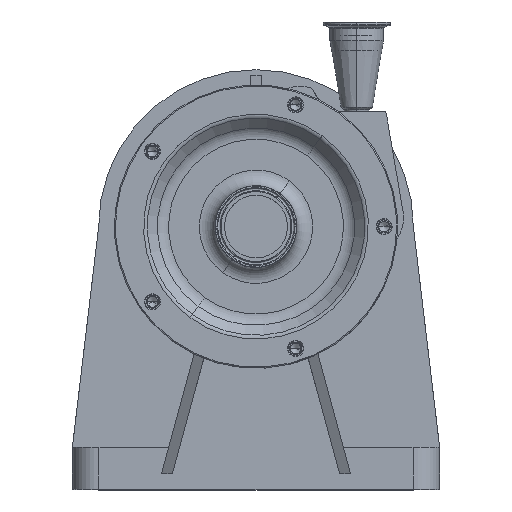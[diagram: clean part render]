
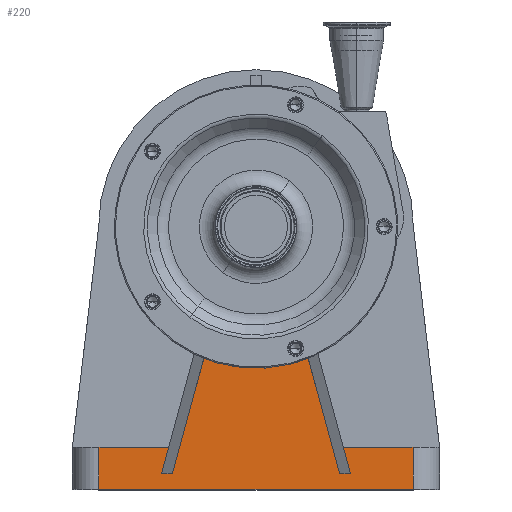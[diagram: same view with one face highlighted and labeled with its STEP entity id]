
A CAD part, top view. The second image highlights one B-rep face of the part: STEP entity #220.
In plain terms, the highlighted planar face has unit normal (0, 0, 1).
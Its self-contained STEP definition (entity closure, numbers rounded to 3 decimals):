
#220 = ADVANCED_FACE ( 'NONE', ( #1115 ), #8422, .F. ) ;
#301 = EDGE_CURVE ( 'NONE', #7063, #9974, #4481, .T. ) ;
#432 = ORIENTED_EDGE ( 'NONE', *, *, #7974, .F. ) ;
#541 = ORIENTED_EDGE ( 'NONE', *, *, #3389, .T. ) ;
#607 = VECTOR ( 'NONE', #1832, 1000. ) ;
#635 = ORIENTED_EDGE ( 'NONE', *, *, #4346, .T. ) ;
#808 = ORIENTED_EDGE ( 'NONE', *, *, #3595, .T. ) ;
#914 = VECTOR ( 'NONE', #5961, 1000. ) ;
#1060 = DIRECTION ( 'NONE',  ( 0., 0., -1. ) ) ;
#1081 = VECTOR ( 'NONE', #2359, 1000. ) ;
#1115 = FACE_OUTER_BOUND ( 'NONE', #6995, .T. ) ;
#1446 = VERTEX_POINT ( 'NONE', #6438 ) ;
#1591 = CARTESIAN_POINT ( 'NONE',  ( 0., 250., -80. ) ) ;
#1688 = ORIENTED_EDGE ( 'NONE', *, *, #2398, .T. ) ;
#1717 = LINE ( 'NONE', #3424, #914 ) ;
#1776 = VECTOR ( 'NONE', #5222, 1000. ) ;
#1832 = DIRECTION ( 'NONE',  ( 0.262, -0.965, 0. ) ) ;
#1879 = LINE ( 'NONE', #9291, #607 ) ;
#1897 = CARTESIAN_POINT ( 'NONE',  ( 149.6, 40., -80. ) ) ;
#1937 = VERTEX_POINT ( 'NONE', #7013 ) ;
#1939 = CARTESIAN_POINT ( 'NONE',  ( 80.35, 12.377, -80. ) ) ;
#1967 = ORIENTED_EDGE ( 'NONE', *, *, #3200, .T. ) ;
#2016 = ORIENTED_EDGE ( 'NONE', *, *, #301, .F. ) ;
#2265 = VERTEX_POINT ( 'NONE', #7415 ) ;
#2350 = VERTEX_POINT ( 'NONE', #7620 ) ;
#2359 = DIRECTION ( 'NONE',  ( 1., 0., 0. ) ) ;
#2398 = EDGE_CURVE ( 'NONE', #2350, #9974, #5256, .T. ) ;
#2455 = DIRECTION ( 'NONE',  ( -1., 0., 0. ) ) ;
#2698 = CARTESIAN_POINT ( 'NONE',  ( -149.6, 40., -80. ) ) ;
#2748 = VECTOR ( 'NONE', #4594, 1000. ) ;
#2761 = VERTEX_POINT ( 'NONE', #1897 ) ;
#3064 = LINE ( 'NONE', #9676, #1081 ) ;
#3078 = LINE ( 'NONE', #10425, #7873 ) ;
#3200 = EDGE_CURVE ( 'NONE', #10306, #4420, #3726, .T. ) ;
#3389 = EDGE_CURVE ( 'NONE', #8087, #9193, #8300, .T. ) ;
#3424 = CARTESIAN_POINT ( 'NONE',  ( 0., 15., -80. ) ) ;
#3507 = CIRCLE ( 'NONE', #9468, 100. ) ;
#3558 = EDGE_CURVE ( 'NONE', #2761, #9193, #9342, .T. ) ;
#3587 = AXIS2_PLACEMENT_3D ( 'NONE', #5404, #1060, #6097 ) ;
#3595 = EDGE_CURVE ( 'NONE', #7483, #1937, #1879, .T. ) ;
#3726 = LINE ( 'NONE', #1939, #1776 ) ;
#3797 = CARTESIAN_POINT ( 'NONE',  ( 149.6, 0., -80. ) ) ;
#4346 = EDGE_CURVE ( 'NONE', #4420, #2265, #3507, .T. ) ;
#4420 = VERTEX_POINT ( 'NONE', #6189 ) ;
#4455 = DIRECTION ( 'NONE',  ( 0.262, 0.965, 0. ) ) ;
#4481 = LINE ( 'NONE', #7744, #2748 ) ;
#4594 = DIRECTION ( 'NONE',  ( 1., 0., 0. ) ) ;
#4758 = CARTESIAN_POINT ( 'NONE',  ( 83.204, 40., -80. ) ) ;
#4998 = CARTESIAN_POINT ( 'NONE',  ( 149.6, 0., -80. ) ) ;
#5222 = DIRECTION ( 'NONE',  ( -0.262, 0.965, 0. ) ) ;
#5256 = LINE ( 'NONE', #9287, #8113 ) ;
#5286 = ORIENTED_EDGE ( 'NONE', *, *, #10329, .T. ) ;
#5404 = CARTESIAN_POINT ( 'NONE',  ( 149.6, 40., -80. ) ) ;
#5831 = LINE ( 'NONE', #6787, #9227 ) ;
#5885 = CARTESIAN_POINT ( 'NONE',  ( 79.637, 15., -80. ) ) ;
#5961 = DIRECTION ( 'NONE',  ( 1., 0., 0. ) ) ;
#6097 = DIRECTION ( 'NONE',  ( -1., 0., 0. ) ) ;
#6189 = CARTESIAN_POINT ( 'NONE',  ( 40.6, 158.613, -80. ) ) ;
#6438 = CARTESIAN_POINT ( 'NONE',  ( -79.637, 15., -80. ) ) ;
#6758 = VECTOR ( 'NONE', #7623, 1000. ) ;
#6787 = CARTESIAN_POINT ( 'NONE',  ( -40.6, 158.613, -80. ) ) ;
#6924 = CARTESIAN_POINT ( 'NONE',  ( 149.6, 40., -80. ) ) ;
#6995 = EDGE_LOOP ( 'NONE', ( #5286, #432, #1688, #2016, #9838, #541, #10059, #9810, #808, #8884, #1967, #635 ) ) ;
#7013 = CARTESIAN_POINT ( 'NONE',  ( 90., 15., -80. ) ) ;
#7063 = VERTEX_POINT ( 'NONE', #7539 ) ;
#7265 = EDGE_CURVE ( 'NONE', #7483, #2761, #3078, .T. ) ;
#7408 = CARTESIAN_POINT ( 'NONE',  ( -149.6, 0., -80. ) ) ;
#7415 = CARTESIAN_POINT ( 'NONE',  ( -40.6, 158.613, -80. ) ) ;
#7483 = VERTEX_POINT ( 'NONE', #4758 ) ;
#7525 = DIRECTION ( 'NONE',  ( 0., -1., 0. ) ) ;
#7539 = CARTESIAN_POINT ( 'NONE',  ( -149.6, 40., -80. ) ) ;
#7620 = CARTESIAN_POINT ( 'NONE',  ( -90., 15., -80. ) ) ;
#7623 = DIRECTION ( 'NONE',  ( 0., -1., 0. ) ) ;
#7677 = EDGE_CURVE ( 'NONE', #7063, #8087, #8351, .T. ) ;
#7744 = CARTESIAN_POINT ( 'NONE',  ( 149.6, 40., -80. ) ) ;
#7873 = VECTOR ( 'NONE', #7900, 1000. ) ;
#7900 = DIRECTION ( 'NONE',  ( 1., 0., 0. ) ) ;
#7974 = EDGE_CURVE ( 'NONE', #2350, #1446, #3064, .T. ) ;
#8047 = EDGE_CURVE ( 'NONE', #10306, #1937, #1717, .T. ) ;
#8087 = VERTEX_POINT ( 'NONE', #7408 ) ;
#8096 = VECTOR ( 'NONE', #9730, 1000. ) ;
#8113 = VECTOR ( 'NONE', #4455, 1000. ) ;
#8300 = LINE ( 'NONE', #4998, #8096 ) ;
#8351 = LINE ( 'NONE', #2698, #9411 ) ;
#8422 = PLANE ( 'NONE',  #3587 ) ;
#8884 = ORIENTED_EDGE ( 'NONE', *, *, #8047, .F. ) ;
#8909 = CARTESIAN_POINT ( 'NONE',  ( -83.204, 40., -80. ) ) ;
#9054 = DIRECTION ( 'NONE',  ( -0.262, -0.965, 0. ) ) ;
#9193 = VERTEX_POINT ( 'NONE', #3797 ) ;
#9227 = VECTOR ( 'NONE', #9054, 1000. ) ;
#9287 = CARTESIAN_POINT ( 'NONE',  ( -67.186, 98.928, -80. ) ) ;
#9291 = CARTESIAN_POINT ( 'NONE',  ( 87.773, 23.194, -80. ) ) ;
#9342 = LINE ( 'NONE', #6924, #6758 ) ;
#9411 = VECTOR ( 'NONE', #7525, 1000. ) ;
#9468 = AXIS2_PLACEMENT_3D ( 'NONE', #1591, #9753, #2455 ) ;
#9676 = CARTESIAN_POINT ( 'NONE',  ( -90., 15., -80. ) ) ;
#9730 = DIRECTION ( 'NONE',  ( 1., 0., 0. ) ) ;
#9753 = DIRECTION ( 'NONE',  ( 0., 0., -1. ) ) ;
#9810 = ORIENTED_EDGE ( 'NONE', *, *, #7265, .F. ) ;
#9838 = ORIENTED_EDGE ( 'NONE', *, *, #7677, .T. ) ;
#9974 = VERTEX_POINT ( 'NONE', #8909 ) ;
#10059 = ORIENTED_EDGE ( 'NONE', *, *, #3558, .F. ) ;
#10306 = VERTEX_POINT ( 'NONE', #5885 ) ;
#10329 = EDGE_CURVE ( 'NONE', #2265, #1446, #5831, .T. ) ;
#10425 = CARTESIAN_POINT ( 'NONE',  ( 149.6, 40., -80. ) ) ;
